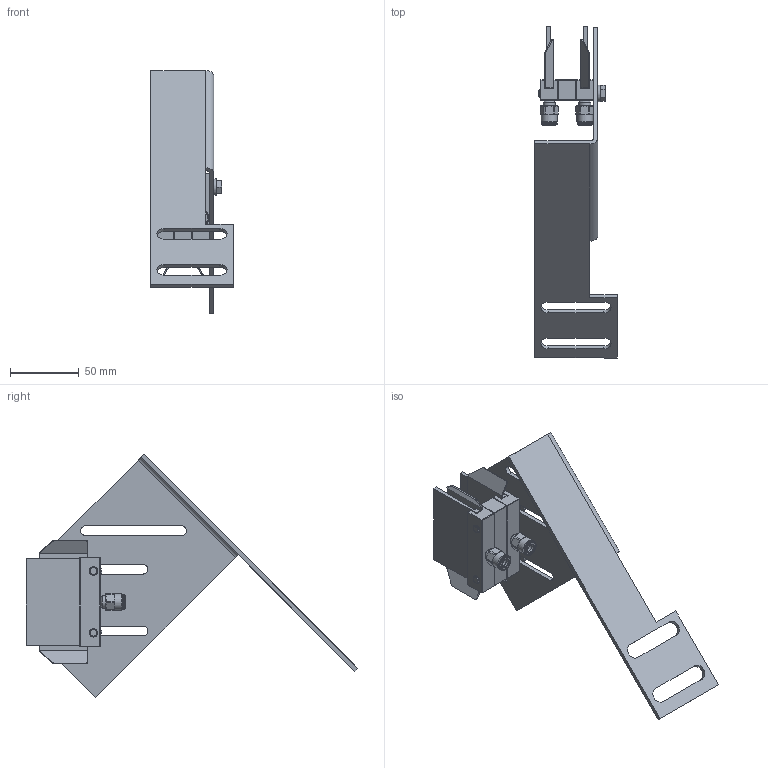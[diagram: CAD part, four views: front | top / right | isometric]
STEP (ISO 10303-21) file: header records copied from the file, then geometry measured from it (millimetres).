
FILE_DESCRIPTION((''),'2;1');
FILE_NAME('Sonderbürste_Zusammenbau_rechte Seite.stp','2011-09-22T11:42:56',('002164'),(''),'Autodesk Inventor 2010','Autodesk Inventor 2010','');
FILE_SCHEMA(('AUTOMOTIVE_DESIGN { 1 0 10303 214 1 1 1 1 }'));
Length unit declared in the file: millimetre
Products named in the file (11): ecdbm02azusammen; eckle03c; roble04d; angea12a; ISO 4017  M6 x 45; ISO 7091 ST 6 - 100 HV; eckle02b; eckle01b; ecble01a; ecstr01a; DIN 914  M4 x 5
Assembly tree (20 placements, depth 2):
  ecdbm02azusammen
    eckle03c
    roble04d
    angea12a  x2
    ISO 4017  M6 x 45  x2
    ISO 7091 ST 6 - 100 HV  x2
    eckle02b
    eckle01b
    ecble01a  x2
    ecstr01a  x2
    DIN 914  M4 x 5  x6
Bounding box: 60 x 241.45 x 176.78 mm (x, y, z)
Volume: 124834.4 mm3; surface area: 95694 mm2
Topology: 20 solids, 20 shells, 1671 faces, 4683 edges, 3044 vertices
Faces by surface type: plane 1067, cylinder 492, cone 76, bspline 18, sphere 16, torus 2
Full cylindrical faces by diameter (mm): 2 x6, 4 x6, 6 x4, 6.5 x4, 6.6 x2, 7.1 x2, 8.8 x2, 8.88 x2, 11.7 x2, 12 x2
Entity records: 27857 total; most frequent: CARTESIAN_POINT 6873, ORIENTED_EDGE 4816, DIRECTION 3961, EDGE_CURVE 2408, VERTEX_POINT 1587, AXIS2_PLACEMENT_3D 1480, EDGE_LOOP 1003, VECTOR 1001
